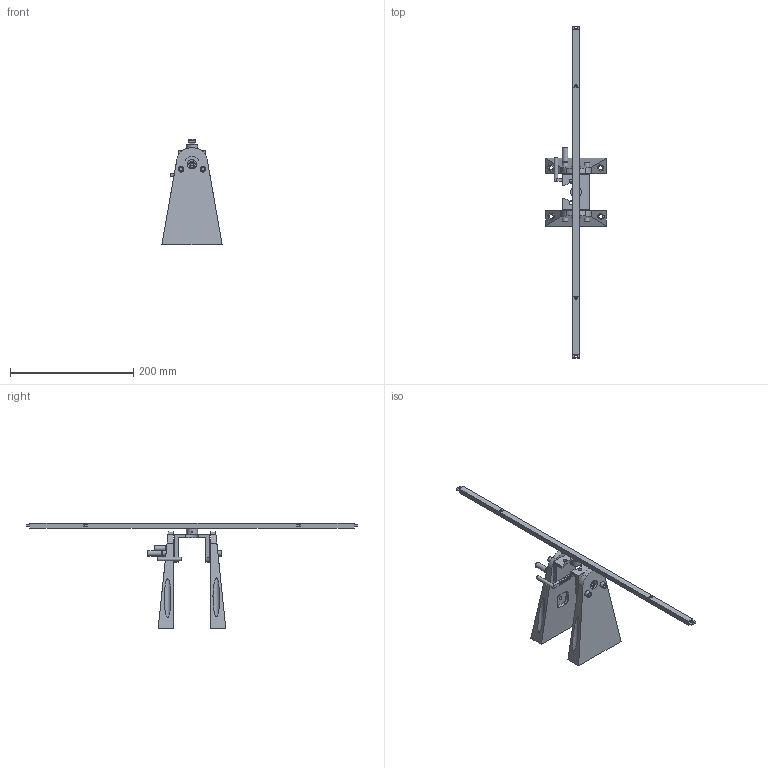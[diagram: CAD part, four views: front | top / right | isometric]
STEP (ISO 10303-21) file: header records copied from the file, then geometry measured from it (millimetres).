
FILE_DESCRIPTION(/* description */ (''),/* implementation_level */ '2;1');
FILE_NAME(/* name */ 'middle_Tower.step',/* time_stamp */ '2022-01-30T14:46:57+01:00',/* author */ (''),/* organization */ (''),/* preprocessor_version */ 'ST-DEVELOPER v18.1',/* originating_system */ 'Autodesk Translation Framework v10.13.0.1454',/* authorisation */ '');
FILE_SCHEMA (('AUTOMOTIVE_DESIGN { 1 0 10303 214 3 1 1 }'));
Length unit declared in the file: millimetre
Products named in the file (1): middle_Tower
Bounding box: 97.7 x 538.1 x 170.64 mm (x, y, z)
Volume: 422893.8 mm3; surface area: 105572.9 mm2
Topology: 8 solids, 8 shells, 197 faces, 497 edges, 327 vertices
Faces by surface type: plane 115, cylinder 82
Full cylindrical faces by diameter (mm): 2.5 x5, 3.2 x10, 3.7 x4, 4 x5, 4.5 x2, 5 x4, 5.1 x1, 5.6 x6, 6 x2, 6.5 x4, 8 x1, 9 x5, 9.9 x2, 11 x5, 15 x4, 18 x1, 25.9 x2
Entity records: 6106 total; most frequent: CARTESIAN_POINT 1138, DIRECTION 1036, ORIENTED_EDGE 962, EDGE_CURVE 481, AXIS2_PLACEMENT_3D 368, VERTEX_POINT 319, LINE 300, VECTOR 300
